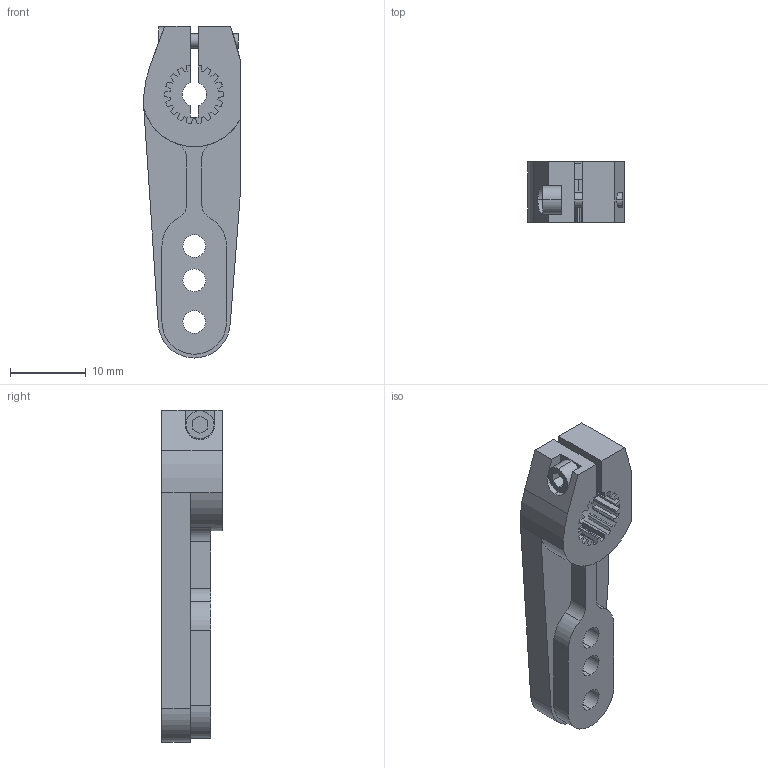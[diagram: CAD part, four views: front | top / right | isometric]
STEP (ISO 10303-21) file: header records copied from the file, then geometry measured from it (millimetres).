
FILE_DESCRIPTION (( 'STEP AP203' ), '1' );
FILE_NAME ('DS51_18T_horn.STEP', '2023-02-24T16:14:33', ( '' ), ( '' ), 'SwSTEP 2.0', 'SolidWorks 2019', '' );
FILE_SCHEMA (( 'CONFIG_CONTROL_DESIGN' ));
Length unit declared in the file: millimetre
Products named in the file (1): DS51_18T_horn
Bounding box: 12.69 x 8 x 43.75 mm (x, y, z)
Volume: 2506.2 mm3; surface area: 2300.4 mm2
Topology: 1 solids, 1 shells, 184 faces, 515 edges, 343 vertices
Faces by surface type: plane 124, cylinder 42, bspline 18
Entity records: 6900 total; most frequent: CARTESIAN_POINT 2081, ORIENTED_EDGE 1030, DIRECTION 925, EDGE_CURVE 515, VECTOR 359, LINE 359, VERTEX_POINT 343, AXIS2_PLACEMENT_3D 283
